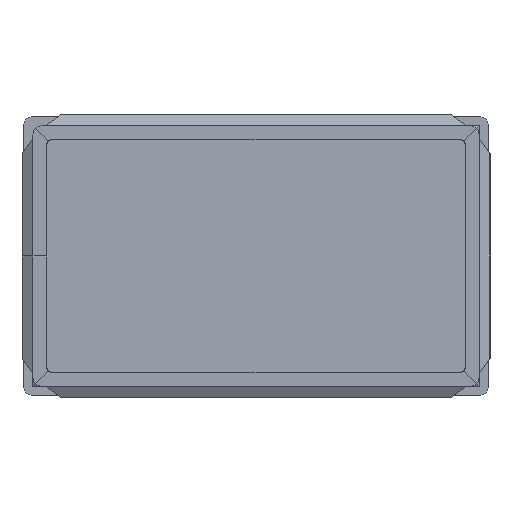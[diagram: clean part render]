
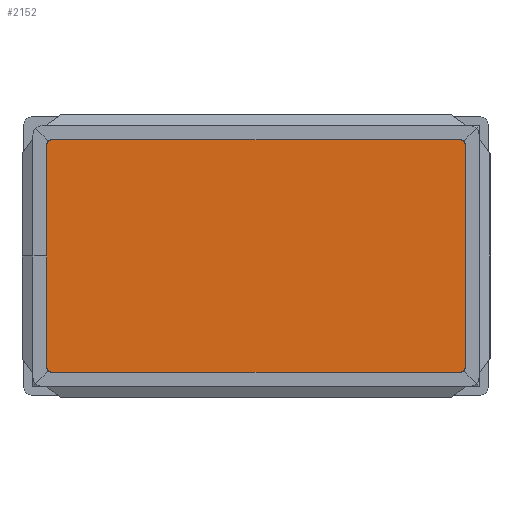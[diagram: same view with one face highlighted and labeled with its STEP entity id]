
A CAD part, front view. The second image highlights one B-rep face of the part: STEP entity #2152.
In plain terms, the highlighted planar face has unit normal (0, -1, 0).
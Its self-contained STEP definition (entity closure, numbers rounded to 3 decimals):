
#12 = AXIS2_PLACEMENT_3D ( 'NONE', #2639, #427, #1414 ) ;
#18 = CARTESIAN_POINT ( 'NONE',  ( -22., 16.5, -12.5 ) ) ;
#30 = CARTESIAN_POINT ( 'NONE',  ( 22.5, 16.5, -12.5 ) ) ;
#40 = ORIENTED_EDGE ( 'NONE', *, *, #1447, .T. ) ;
#52 = CARTESIAN_POINT ( 'NONE',  ( -22., 16.5, 12.5 ) ) ;
#186 = VECTOR ( 'NONE', #1340, 1000. ) ;
#189 = VERTEX_POINT ( 'NONE', #2850 ) ;
#229 = FACE_OUTER_BOUND ( 'NONE', #1054, .T. ) ;
#242 = CARTESIAN_POINT ( 'NONE',  ( -22.5, 16.5, -12.5 ) ) ;
#316 = DIRECTION ( 'NONE',  ( 0., 0., 1. ) ) ;
#348 = ORIENTED_EDGE ( 'NONE', *, *, #2579, .F. ) ;
#427 = DIRECTION ( 'NONE',  ( 0., -1., 0. ) ) ;
#458 = CARTESIAN_POINT ( 'NONE',  ( 22., 16.5, -12. ) ) ;
#477 = DIRECTION ( 'NONE',  ( 0., 0., 1. ) ) ;
#557 = VERTEX_POINT ( 'NONE', #2987 ) ;
#600 = DIRECTION ( 'NONE',  ( 0., -1., 0. ) ) ;
#626 = LINE ( 'NONE', #1622, #1162 ) ;
#639 = CIRCLE ( 'NONE', #2642, 0.5 ) ;
#650 = VERTEX_POINT ( 'NONE', #1160 ) ;
#653 = VECTOR ( 'NONE', #1227, 1000. ) ;
#714 = EDGE_CURVE ( 'NONE', #2852, #2182, #626, .T. ) ;
#735 = ORIENTED_EDGE ( 'NONE', *, *, #1326, .T. ) ;
#739 = CARTESIAN_POINT ( 'NONE',  ( -22.5, 16.5, -12.5 ) ) ;
#803 = DIRECTION ( 'NONE',  ( 0., -1., 0. ) ) ;
#841 = CARTESIAN_POINT ( 'NONE',  ( -22., 16.5, -12. ) ) ;
#942 = CIRCLE ( 'NONE', #2486, 0.5 ) ;
#978 = CARTESIAN_POINT ( 'NONE',  ( -22.5, 16.5, 0. ) ) ;
#985 = CARTESIAN_POINT ( 'NONE',  ( 22., 16.5, 12.5 ) ) ;
#1005 = VECTOR ( 'NONE', #1544, 1000. ) ;
#1013 = ORIENTED_EDGE ( 'NONE', *, *, #714, .F. ) ;
#1023 = EDGE_CURVE ( 'NONE', #650, #2802, #1444, .T. ) ;
#1054 = EDGE_LOOP ( 'NONE', ( #2769, #40, #1013, #1303, #348, #2797, #735, #3017, #1549 ) ) ;
#1086 = LINE ( 'NONE', #30, #1005 ) ;
#1148 = DIRECTION ( 'NONE',  ( 0., 0., 1. ) ) ;
#1160 = CARTESIAN_POINT ( 'NONE',  ( 22., 16.5, -12.5 ) ) ;
#1162 = VECTOR ( 'NONE', #2611, 1000. ) ;
#1227 = DIRECTION ( 'NONE',  ( 0., 0., 1. ) ) ;
#1252 = CARTESIAN_POINT ( 'NONE',  ( -22.5, 16.5, 12. ) ) ;
#1303 = ORIENTED_EDGE ( 'NONE', *, *, #1907, .T. ) ;
#1313 = CIRCLE ( 'NONE', #12, 0.5 ) ;
#1326 = EDGE_CURVE ( 'NONE', #557, #2802, #942, .T. ) ;
#1340 = DIRECTION ( 'NONE',  ( 0., 0., 1. ) ) ;
#1351 = CIRCLE ( 'NONE', #1802, 0.5 ) ;
#1414 = DIRECTION ( 'NONE',  ( 0., 0., 1. ) ) ;
#1418 = LINE ( 'NONE', #2401, #186 ) ;
#1422 = EDGE_CURVE ( 'NONE', #650, #1715, #639, .T. ) ;
#1444 = LINE ( 'NONE', #739, #1501 ) ;
#1447 = EDGE_CURVE ( 'NONE', #189, #2182, #1313, .T. ) ;
#1455 = VERTEX_POINT ( 'NONE', #978 ) ;
#1478 = CARTESIAN_POINT ( 'NONE',  ( 0., 16.5, 0. ) ) ;
#1501 = VECTOR ( 'NONE', #1658, 1000. ) ;
#1544 = DIRECTION ( 'NONE',  ( 0., 0., -1. ) ) ;
#1549 = ORIENTED_EDGE ( 'NONE', *, *, #1422, .T. ) ;
#1622 = CARTESIAN_POINT ( 'NONE',  ( -22.5, 16.5, 12.5 ) ) ;
#1658 = DIRECTION ( 'NONE',  ( -1., 0., 0. ) ) ;
#1715 = VERTEX_POINT ( 'NONE', #2923 ) ;
#1802 = AXIS2_PLACEMENT_3D ( 'NONE', #2246, #803, #316 ) ;
#1867 = VERTEX_POINT ( 'NONE', #1252 ) ;
#1907 = EDGE_CURVE ( 'NONE', #2852, #1867, #1351, .T. ) ;
#2099 = EDGE_CURVE ( 'NONE', #557, #1455, #1418, .T. ) ;
#2152 = ADVANCED_FACE ( 'NONE', ( #229 ), #2688, .F. ) ;
#2182 = VERTEX_POINT ( 'NONE', #985 ) ;
#2246 = CARTESIAN_POINT ( 'NONE',  ( -22., 16.5, 12. ) ) ;
#2285 = EDGE_CURVE ( 'NONE', #189, #1715, #1086, .T. ) ;
#2401 = CARTESIAN_POINT ( 'NONE',  ( -22.5, 16.5, -12.5 ) ) ;
#2424 = DIRECTION ( 'NONE',  ( 0., -1., 0. ) ) ;
#2479 = DIRECTION ( 'NONE',  ( 0., 0., 1. ) ) ;
#2486 = AXIS2_PLACEMENT_3D ( 'NONE', #841, #600, #1148 ) ;
#2553 = AXIS2_PLACEMENT_3D ( 'NONE', #1478, #2727, #2479 ) ;
#2579 = EDGE_CURVE ( 'NONE', #1455, #1867, #3134, .T. ) ;
#2611 = DIRECTION ( 'NONE',  ( 1., 0., 0. ) ) ;
#2639 = CARTESIAN_POINT ( 'NONE',  ( 22., 16.5, 12. ) ) ;
#2642 = AXIS2_PLACEMENT_3D ( 'NONE', #458, #2424, #477 ) ;
#2688 = PLANE ( 'NONE',  #2553 ) ;
#2727 = DIRECTION ( 'NONE',  ( 0., 1., 0. ) ) ;
#2769 = ORIENTED_EDGE ( 'NONE', *, *, #2285, .F. ) ;
#2797 = ORIENTED_EDGE ( 'NONE', *, *, #2099, .F. ) ;
#2802 = VERTEX_POINT ( 'NONE', #18 ) ;
#2850 = CARTESIAN_POINT ( 'NONE',  ( 22.5, 16.5, 12. ) ) ;
#2852 = VERTEX_POINT ( 'NONE', #52 ) ;
#2923 = CARTESIAN_POINT ( 'NONE',  ( 22.5, 16.5, -12. ) ) ;
#2987 = CARTESIAN_POINT ( 'NONE',  ( -22.5, 16.5, -12. ) ) ;
#3017 = ORIENTED_EDGE ( 'NONE', *, *, #1023, .F. ) ;
#3134 = LINE ( 'NONE', #242, #653 ) ;
